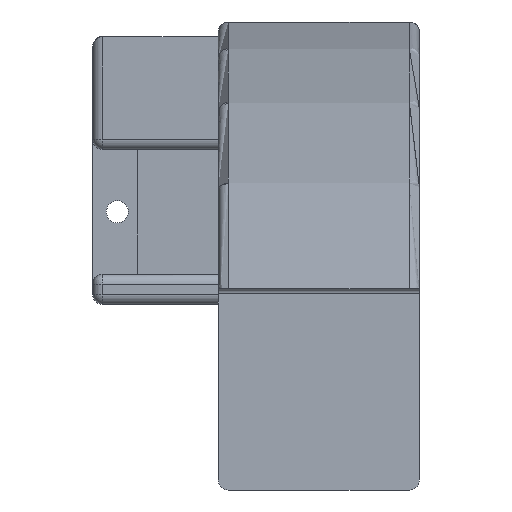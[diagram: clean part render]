
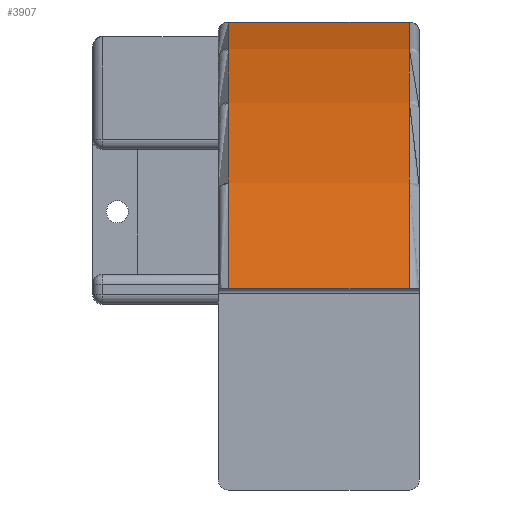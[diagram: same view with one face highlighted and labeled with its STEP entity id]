
A CAD part, left-side view. The second image highlights one B-rep face of the part: STEP entity #3907.
In plain terms, the highlighted cylindrical face has radius 190.5 mm (diameter 381 mm), a partial arc.
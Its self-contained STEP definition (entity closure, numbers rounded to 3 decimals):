
#276=LINE('',#8240,#523);
#277=LINE('',#8241,#524);
#523=VECTOR('',#5113,10.);
#524=VECTOR('',#5114,10.);
#665=CYLINDRICAL_SURFACE('',#4279,190.5);
#854=FACE_OUTER_BOUND('',#1102,.T.);
#1102=EDGE_LOOP('',(#3199,#3200,#3201,#3202));
#1337=CIRCLE('',#4278,190.5);
#1338=CIRCLE('',#4280,190.5);
#1774=VERTEX_POINT('',#8208);
#1775=VERTEX_POINT('',#8221);
#1777=VERTEX_POINT('',#8237);
#1778=VERTEX_POINT('',#8238);
#2272=EDGE_CURVE('',#1774,#1775,#1337,.T.);
#2275=EDGE_CURVE('',#1777,#1778,#1338,.T.);
#2276=EDGE_CURVE('',#1775,#1777,#276,.T.);
#2277=EDGE_CURVE('',#1774,#1778,#277,.T.);
#3199=ORIENTED_EDGE('',*,*,#2275,.F.);
#3200=ORIENTED_EDGE('',*,*,#2276,.F.);
#3201=ORIENTED_EDGE('',*,*,#2272,.F.);
#3202=ORIENTED_EDGE('',*,*,#2277,.T.);
#3907=ADVANCED_FACE('',(#854),#665,.T.);
#4278=AXIS2_PLACEMENT_3D('',#8222,#5107,#5108);
#4279=AXIS2_PLACEMENT_3D('',#8236,#5109,#5110);
#4280=AXIS2_PLACEMENT_3D('',#8239,#5111,#5112);
#5107=DIRECTION('center_axis',(0.,1.,0.));
#5108=DIRECTION('ref_axis',(0.,0.,1.));
#5109=DIRECTION('center_axis',(0.,-1.,0.));
#5110=DIRECTION('ref_axis',(-0.512,0.,0.859));
#5111=DIRECTION('center_axis',(0.,-1.,0.));
#5112=DIRECTION('ref_axis',(0.,0.,1.));
#5113=DIRECTION('',(0.,-1.,0.));
#5114=DIRECTION('',(0.,-1.,0.));
#8208=CARTESIAN_POINT('',(-97.5,9.,173.));
#8221=CARTESIAN_POINT('',(-10.528,9.,199.551));
#8222=CARTESIAN_POINT('Origin',(0.,9.,9.342));
#8236=CARTESIAN_POINT('Origin',(0.,0.,9.342));
#8237=CARTESIAN_POINT('',(-10.528,-9.,199.551));
#8238=CARTESIAN_POINT('',(-97.5,-9.,173.));
#8239=CARTESIAN_POINT('Origin',(0.,-9.,9.342));
#8240=CARTESIAN_POINT('',(-10.528,0.,199.551));
#8241=CARTESIAN_POINT('',(-97.5,0.,173.));
